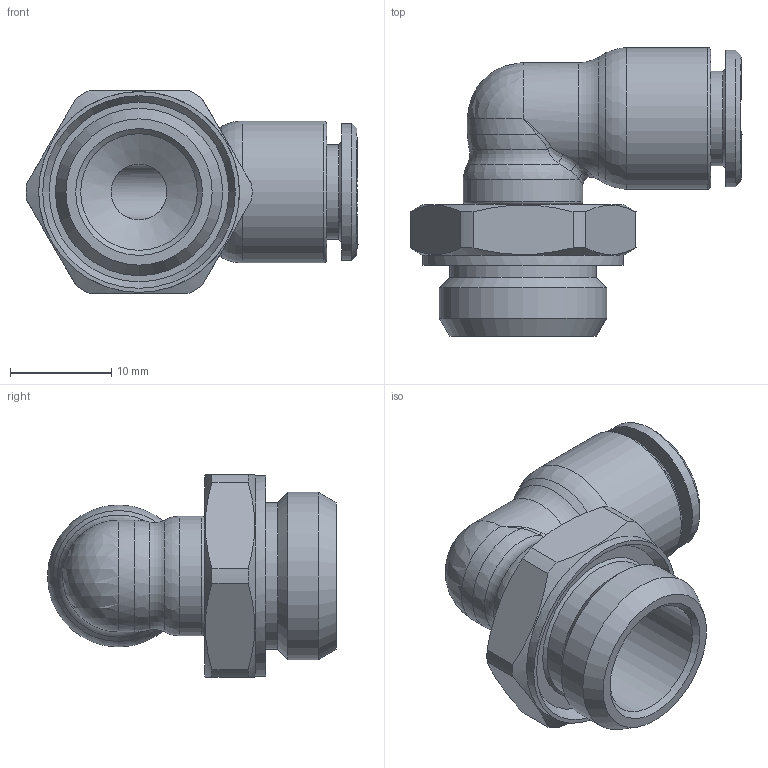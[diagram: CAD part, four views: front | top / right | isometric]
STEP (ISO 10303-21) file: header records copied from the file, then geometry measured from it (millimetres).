
FILE_DESCRIPTION(/* description */ ('STEP AP214'),/* implementation_level */ '2;1');
FILE_NAME(/* name */ 'B0080043',/* time_stamp */ '2023-03-29T16:14:00+02:00',/* author */ ('License CC BY-ND 4.0'),/* organization */ ('CADENAS'),/* preprocessor_version */ 'ST-DEVELOPER v19.3',/* originating_system */ 'PARTsolutions',/* authorisation */ ' ');
FILE_SCHEMA (('AUTOMOTIVE_DESIGN {1 0 10303 214 3 1 1}'));
Length unit declared in the file: millimetre
Products named in the file (1): B0080043
Bounding box: 32.75 x 28.5 x 20 mm (x, y, z)
Volume: 4370.4 mm3; surface area: 3836.8 mm2
Topology: 1 solids, 1 shells, 223 faces, 568 edges, 369 vertices
Faces by surface type: plane 105, bspline 79, cylinder 19, cone 12, torus 7, sphere 1
Full cylindrical faces by diameter (mm): 5.5 x2, 8.15 x1, 9.3 x1, 11.5 x1, 11.8 x1, 13.5 x1, 14 x1, 14.5 x1, 16.5 x1, 19.8 x1
Entity records: 12002 total; most frequent: CARTESIAN_POINT 5747, ORIENTED_EDGE 1054, DIRECTION 707, EDGE_CURVE 527, VERTEX_POINT 359, LINE 293, VECTOR 293, EDGE_LOOP 278
